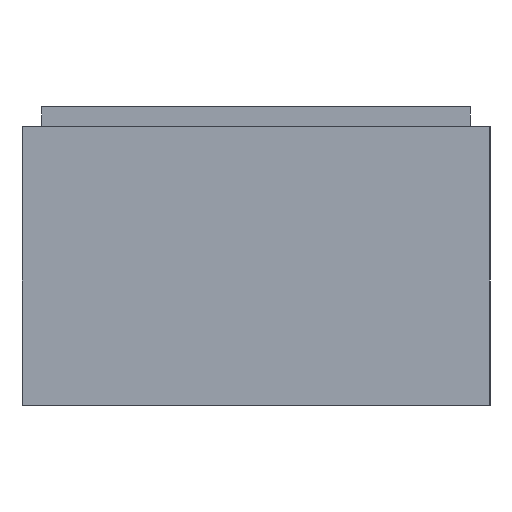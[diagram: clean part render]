
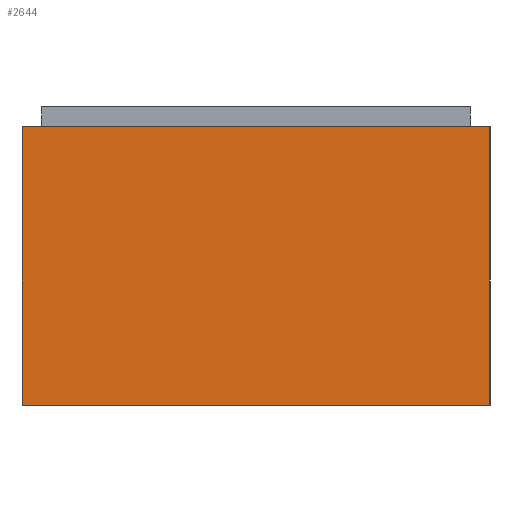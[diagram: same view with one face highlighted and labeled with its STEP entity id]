
A CAD part, left-side view. The second image highlights one B-rep face of the part: STEP entity #2644.
In plain terms, the highlighted planar face has unit normal (-1, 0, 0).
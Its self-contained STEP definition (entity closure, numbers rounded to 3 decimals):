
#212=FACE_OUTER_BOUND($,#372,.T.);
#372=EDGE_LOOP($,(#1821,#1822,#1823,#1824));
#567=LINE($,#3962,#855);
#569=LINE($,#3966,#857);
#570=LINE($,#3968,#858);
#571=LINE($,#3969,#859);
#855=VECTOR($,#3152,0.235);
#857=VECTOR($,#3156,0.14);
#858=VECTOR($,#3157,0.235);
#859=VECTOR($,#3158,0.14);
#1131=VERTEX_POINT($,#3959);
#1132=VERTEX_POINT($,#3961);
#1133=VERTEX_POINT($,#3965);
#1134=VERTEX_POINT($,#3967);
#1399=EDGE_CURVE($,#1132,#1131,#567,.T.);
#1401=EDGE_CURVE($,#1133,#1131,#569,.T.);
#1402=EDGE_CURVE($,#1133,#1134,#570,.T.);
#1403=EDGE_CURVE($,#1134,#1132,#571,.T.);
#1821=ORIENTED_EDGE($,*,*,#1399,.T.);
#1822=ORIENTED_EDGE($,*,*,#1401,.F.);
#1823=ORIENTED_EDGE($,*,*,#1402,.T.);
#1824=ORIENTED_EDGE($,*,*,#1403,.T.);
#2532=PLANE($,#2837);
#2644=ADVANCED_FACE($,(#212),#2532,.T.);
#2837=AXIS2_PLACEMENT_3D($,#3964,#3154,#3155);
#3152=DIRECTION($,(0.,1.,0.));
#3154=DIRECTION('center_axis',(-1.,0.,0.));
#3155=DIRECTION('ref_axis',(0.,-1.,0.));
#3156=DIRECTION($,(0.,0.,1.));
#3157=DIRECTION($,(0.,-1.,0.));
#3158=DIRECTION($,(0.,0.,1.));
#3959=CARTESIAN_POINT('',(-0.493,0.118,0.14));
#3961=CARTESIAN_POINT('',(-0.493,-0.118,0.14));
#3962=CARTESIAN_POINT($,(-0.493,0.059,0.14));
#3964=CARTESIAN_POINT('Origin',(-0.493,0.118,0.));
#3965=CARTESIAN_POINT('',(-0.493,0.118,0.));
#3966=CARTESIAN_POINT($,(-0.493,0.118,0.));
#3967=CARTESIAN_POINT('',(-0.493,-0.118,0.));
#3968=CARTESIAN_POINT($,(-0.493,0.118,0.));
#3969=CARTESIAN_POINT($,(-0.493,-0.118,0.));
